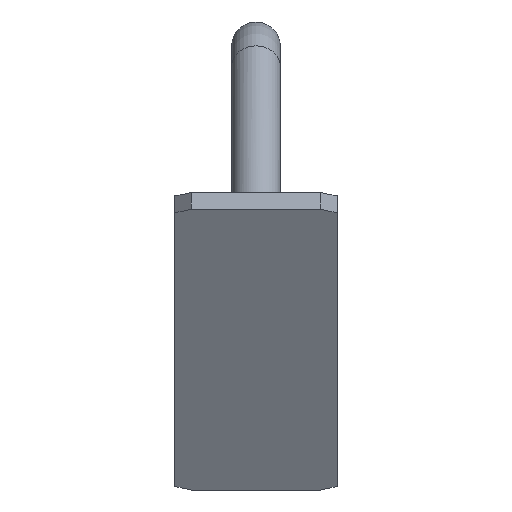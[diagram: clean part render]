
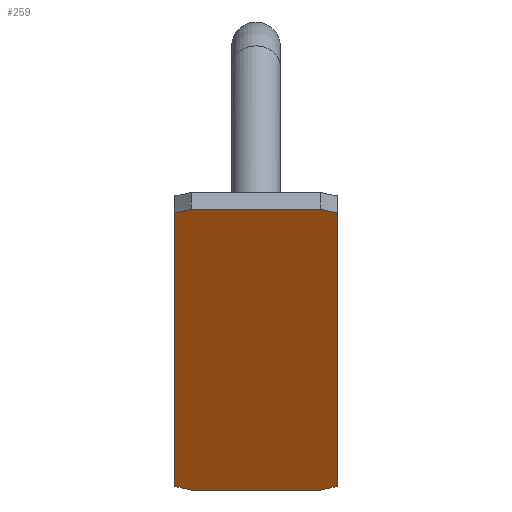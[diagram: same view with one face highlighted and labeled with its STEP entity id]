
A CAD part, front view. The second image highlights one B-rep face of the part: STEP entity #259.
In plain terms, the highlighted planar face has unit normal (0, -0.216, -0.976).
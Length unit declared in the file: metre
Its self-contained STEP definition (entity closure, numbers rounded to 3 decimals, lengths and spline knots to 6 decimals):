
#38=LINE('',#387,#62);
#41=LINE('',#393,#65);
#45=LINE('',#401,#69);
#47=LINE('',#405,#71);
#49=LINE('',#409,#73);
#50=LINE('',#411,#74);
#51=LINE('',#413,#75);
#52=LINE('',#415,#76);
#62=VECTOR('',#313,1.);
#65=VECTOR('',#318,1.);
#69=VECTOR('',#324,1.);
#71=VECTOR('',#328,1.);
#73=VECTOR('',#332,1.);
#74=VECTOR('',#335,1.);
#75=VECTOR('',#338,1.);
#76=VECTOR('',#341,1.);
#129=ORIENTED_EDGE('',*,*,#157,.F.);
#130=ORIENTED_EDGE('',*,*,#160,.F.);
#131=ORIENTED_EDGE('',*,*,#148,.F.);
#132=ORIENTED_EDGE('',*,*,#161,.F.);
#133=ORIENTED_EDGE('',*,*,#151,.T.);
#134=ORIENTED_EDGE('',*,*,#162,.F.);
#135=ORIENTED_EDGE('',*,*,#155,.T.);
#136=ORIENTED_EDGE('',*,*,#159,.F.);
#148=EDGE_CURVE('',#177,#178,#38,.T.);
#151=EDGE_CURVE('',#180,#179,#41,.T.);
#155=EDGE_CURVE('',#181,#182,#45,.T.);
#157=EDGE_CURVE('',#183,#184,#47,.T.);
#159=EDGE_CURVE('',#184,#182,#49,.T.);
#160=EDGE_CURVE('',#178,#183,#50,.F.);
#161=EDGE_CURVE('',#180,#177,#51,.T.);
#162=EDGE_CURVE('',#181,#179,#52,.F.);
#177=VERTEX_POINT('',#386);
#178=VERTEX_POINT('',#388);
#179=VERTEX_POINT('',#392);
#180=VERTEX_POINT('',#394);
#181=VERTEX_POINT('',#398);
#182=VERTEX_POINT('',#400);
#183=VERTEX_POINT('',#404);
#184=VERTEX_POINT('',#406);
#212=EDGE_LOOP('',(#129,#130,#131,#132,#133,#134,#135,#136));
#234=FACE_BOUND('',#212,.T.);
#244=PLANE('',#293);
#259=ADVANCED_FACE('',(#234),#244,.F.);
#293=AXIS2_PLACEMENT_3D('',#429,#360,#361);
#313=DIRECTION('',(0.,-0.976,0.216));
#318=DIRECTION('',(1.,0.,0.));
#324=DIRECTION('',(0.,-0.976,0.216));
#328=DIRECTION('',(1.,0.,0.));
#332=DIRECTION('',(0.707,0.69,-0.153));
#335=DIRECTION('',(-0.707,0.69,-0.153));
#338=DIRECTION('',(-0.707,-0.69,0.153));
#341=DIRECTION('',(0.707,-0.69,0.153));
#360=DIRECTION('',(0.,0.216,0.976));
#361=DIRECTION('',(-1.,0.,0.));
#386=CARTESIAN_POINT('',(0.407785,-0.758917,0.715091));
#387=CARTESIAN_POINT('',(0.407785,-1.000697,0.768692));
#388=CARTESIAN_POINT('',(0.407785,-1.242477,0.822293));
#392=CARTESIAN_POINT('',(0.464935,-0.752718,0.713716));
#393=CARTESIAN_POINT('',(0.439535,-0.752718,0.713716));
#394=CARTESIAN_POINT('',(0.414135,-0.752718,0.713716));
#398=CARTESIAN_POINT('',(0.471285,-0.758917,0.715091));
#400=CARTESIAN_POINT('',(0.471285,-1.242477,0.822293));
#401=CARTESIAN_POINT('',(0.471285,-1.000697,0.768692));
#404=CARTESIAN_POINT('',(0.414135,-1.248676,0.823668));
#405=CARTESIAN_POINT('',(0.439535,-1.248676,0.823668));
#406=CARTESIAN_POINT('',(0.464935,-1.248676,0.823668));
#409=CARTESIAN_POINT('',(0.464935,-1.248676,0.823668));
#411=CARTESIAN_POINT('',(0.407785,-1.242477,0.822293));
#413=CARTESIAN_POINT('',(0.414135,-0.752718,0.713716));
#415=CARTESIAN_POINT('',(0.471285,-0.758917,0.715091));
#429=CARTESIAN_POINT('',(0.353435,-1.050952,0.779833));
